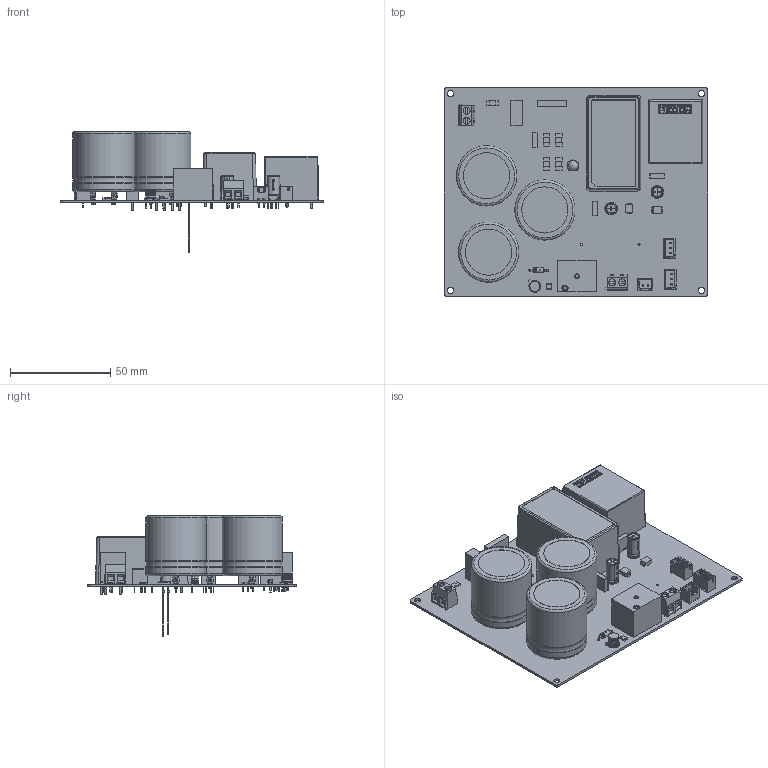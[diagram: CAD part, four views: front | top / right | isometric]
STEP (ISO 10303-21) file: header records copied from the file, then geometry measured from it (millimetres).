
FILE_DESCRIPTION(('Open CASCADE Model'),'2;1');
FILE_NAME('Open CASCADE Shape Model','2024-04-27T19:35:11',('Author'),( 'Open CASCADE'),'Open CASCADE STEP processor 7.5','Open CASCADE 7.5' ,'Unknown');
FILE_SCHEMA(('AUTOMOTIVE_DESIGN { 1 0 10303 214 1 1 1 1 }'));
Length unit declared in the file: millimetre
Products named in the file (83): PCB; Board; Open CASCADE STEP translator 7.5 1.1.1; J5; 6239719104; BxB-XH-A_02; J4; 6435593936; J3; c-282836-2-h-3d; C4; Cap_KEMET_CK06BX105K_eec; body; terminal; logo; BR1; 6435585856; Body; Leads; DS1; STEP-WL-TMRC-5mm-wos-rev1; J2; RV1; 6435586256; R5; 6435590896; term1; term2; R4; 6435584976; R3; 6435594016; R2; R1; Q1; 6426875248; Extruded; 6426872368; PS2; 6204704704 ...
Assembly tree (91 placements, depth 4):
  PCB
    Board
      Open CASCADE STEP translator 7.5 1.1.1
    J5
      6239719104
        BxB-XH-A_02
    J4
      6435593936
    J3
      c-282836-2-h-3d
    C4
      Cap_KEMET_CK06BX105K_eec
        body
        terminal
        logo
    BR1
      6435585856
        Body
        Leads
    DS1
      STEP-WL-TMRC-5mm-wos-rev1
    J2
      6435593936
    RV1
      6435586256
        Body
        Leads
    R5
      6435590896
        term1
        term2
        body
    R4
      6435584976
        term1
        term2
        body
    R3
      6435594016
        term1
        term2
        body
    R2
      6435594016
        term1
        term2
        body
    R1
      6435584976
        term1
        term2
        body
    Q1
      6426875248
        Extruded
      6426872368
        Extruded
    PS2
      6204704704
    PS1
Bounding box: 131 x 104 x 60.03 mm (x, y, z)
Volume: 94788.9 mm3; surface area: 70751.3 mm2
Topology: 128 solids, 134 shells, 3039 faces, 7590 edges, 4897 vertices
Faces by surface type: plane 1833, cylinder 559, bspline 439, torus 137, sphere 47, cone 24
Full cylindrical faces by diameter (mm): 0.25 x6, 0.5 x4, 0.7 x4, 0.77 x6, 0.8 x5, 0.85 x6, 0.91 x4, 1 x16, 1.05 x4, 1.1 x4, 1.11 x4, 1.29 x1, 1.32 x4, 1.5 x4, 2.1 x6, 2.6 x9, 3 x4, 4 x6, 4.725 x4, 4.9 x1, 23 x6, 25 x3, 30 x6
Entity records: 71675 total; most frequent: CARTESIAN_POINT 18312, ORIENTED_EDGE 9744, DIRECTION 9024, EDGE_CURVE 4872, LINE 3310, VECTOR 3310, VERTEX_POINT 3153, AXIS2_PLACEMENT_3D 2857
